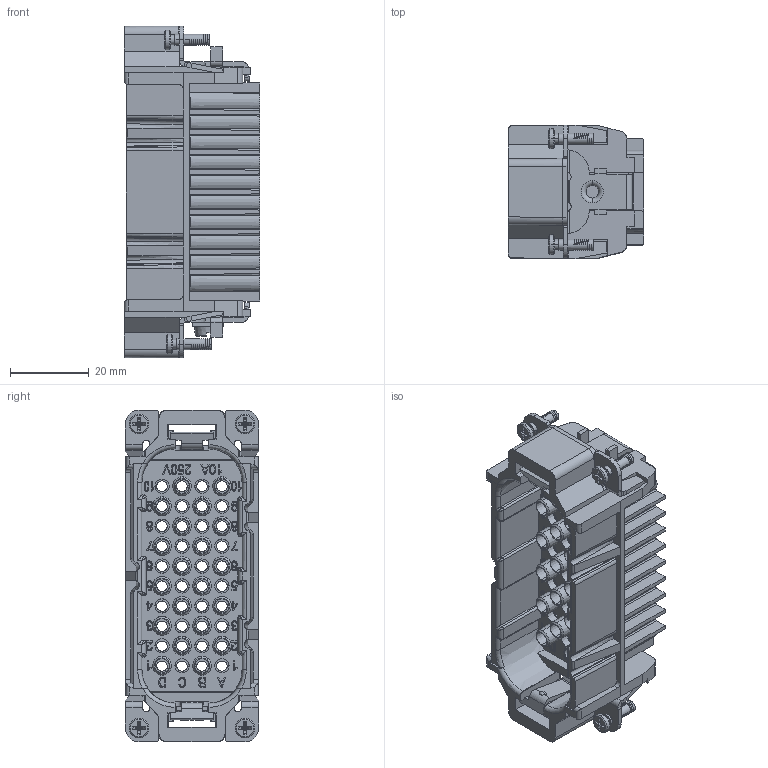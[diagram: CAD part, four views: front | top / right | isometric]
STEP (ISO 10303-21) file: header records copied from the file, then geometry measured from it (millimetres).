
FILE_DESCRIPTION((''),'2;1');
FILE_NAME('MANIFOLD_SOLID_BREP_2847_1','2017-08-23T',('tl.yang'),(''),'PRO/ENGINEER BY PARAMETRIC TECHNOLOGY CORPORATION, 2011500','PRO/ENGINEER BY PARAMETRIC TECHNOLOGY CORPORATION, 2011500','');
FILE_SCHEMA(('CONFIG_CONTROL_DESIGN'));
Products named in the file (1): MANIFOLD_SOLID_BREP_2847_1
Bounding box: 34.5 x 34 x 84.5 mm (x, y, z)
Volume: 33793.3 mm3; surface area: 30353.1 mm2
Topology: 1 solids, 2 shells, 1905 faces, 5348 edges, 3591 vertices
Faces by surface type: plane 963, cone 314, cylinder 297, extrusion 243, bspline 68, torus 12, sphere 8
Entity records: 72958 total; most frequent: CARTESIAN_POINT 24866, ORIENTED_EDGE 10656, DIRECTION 8700, EDGE_CURVE 5328, VERTEX_POINT 3591, VECTOR 3368, LINE 3125, AXIS2_PLACEMENT_3D 2666
